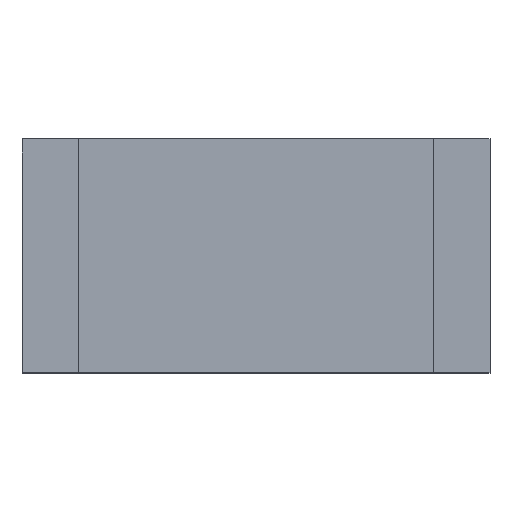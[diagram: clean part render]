
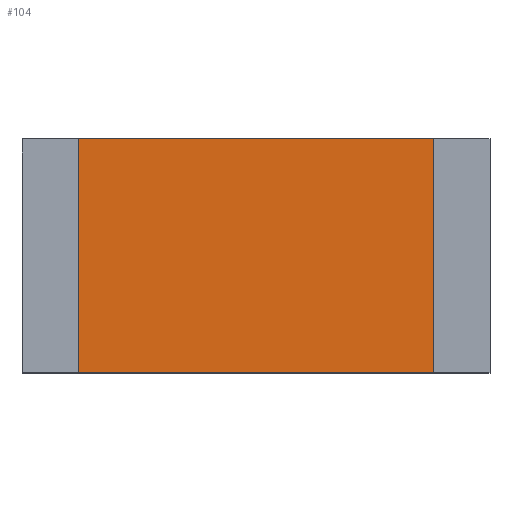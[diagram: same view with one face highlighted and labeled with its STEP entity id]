
A CAD part, top view. The second image highlights one B-rep face of the part: STEP entity #104.
In plain terms, the highlighted free-form (B-spline) face has degree [1, 1] with [2, 2] control points.
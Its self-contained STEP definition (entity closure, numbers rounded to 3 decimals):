
#65=CARTESIAN_POINT('',(-2.4,-1.25,0.6));
#66=CARTESIAN_POINT('',(2.4,-1.25,0.6));
#67=CARTESIAN_POINT('',(-2.4,1.25,0.6));
#68=CARTESIAN_POINT('',(2.4,1.25,0.6));
#69=B_SPLINE_SURFACE_WITH_KNOTS('',1,1,((#65,#67),(#66,#68)),.UNSPECIFIED.,.F.,.F.,.U.,(2,2),(2,2),(0.0,4.8),(0.0,2.5),.UNSPECIFIED.);
#70=CARTESIAN_POINT('',(2.4,1.25,0.6));
#71=VERTEX_POINT('',#70);
#72=CARTESIAN_POINT('',(2.4,-1.25,0.6));
#73=VERTEX_POINT('',#72);
#74=CARTESIAN_POINT('',(2.4,1.25,0.6));
#75=DIRECTION('',(0.0,-1.0,0.0));
#76=VECTOR('',#75,2.5);
#77=LINE('',#74,#76);
#78=EDGE_CURVE('',#71,#73,#77,.T.);
#79=ORIENTED_EDGE('',*,*,#78,.F.);
#80=CARTESIAN_POINT('',(-2.4,1.25,0.6));
#81=VERTEX_POINT('',#80);
#82=CARTESIAN_POINT('',(-2.4,1.25,0.6));
#83=DIRECTION('',(1.0,0.0,0.0));
#84=VECTOR('',#83,4.8);
#85=LINE('',#82,#84);
#86=EDGE_CURVE('',#81,#71,#85,.T.);
#87=ORIENTED_EDGE('',*,*,#86,.F.);
#88=CARTESIAN_POINT('',(-2.4,-1.25,0.6));
#89=VERTEX_POINT('',#88);
#90=CARTESIAN_POINT('',(-2.4,-1.25,0.6));
#91=DIRECTION('',(0.0,1.0,0.0));
#92=VECTOR('',#91,2.5);
#93=LINE('',#90,#92);
#94=EDGE_CURVE('',#89,#81,#93,.T.);
#95=ORIENTED_EDGE('',*,*,#94,.F.);
#96=CARTESIAN_POINT('',(2.4,-1.25,0.6));
#97=DIRECTION('',(-1.0,0.0,0.0));
#98=VECTOR('',#97,4.8);
#99=LINE('',#96,#98);
#100=EDGE_CURVE('',#73,#89,#99,.T.);
#101=ORIENTED_EDGE('',*,*,#100,.F.);
#102=EDGE_LOOP('',(#79,#87,#95,#101));
#103=FACE_OUTER_BOUND('',#102,.T.);
#104=ADVANCED_FACE('',(#103),#69,.T.);
